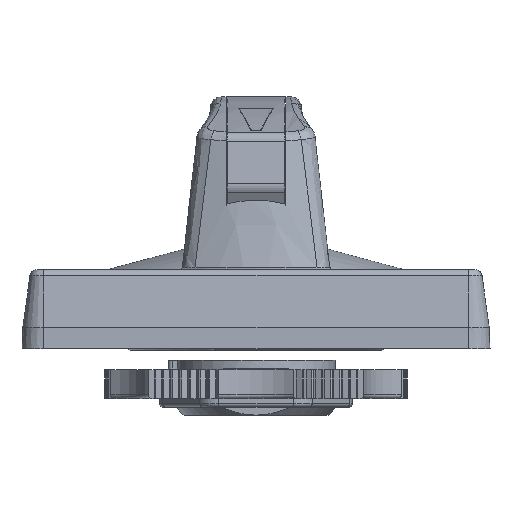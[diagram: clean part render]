
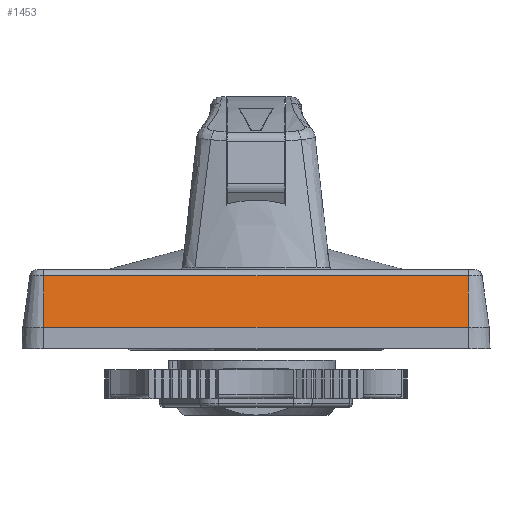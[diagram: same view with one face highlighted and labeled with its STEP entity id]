
A CAD part, left-side view. The second image highlights one B-rep face of the part: STEP entity #1453.
In plain terms, the highlighted planar face has unit normal (-0.99, 0, 0.139).
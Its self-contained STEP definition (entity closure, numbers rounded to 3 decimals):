
#1453=ADVANCED_FACE('',(#2165),#1894,.T.);
#1894=PLANE('',#10782);
#2165=FACE_OUTER_BOUND('',#2708,.T.);
#2708=EDGE_LOOP('',(#3975,#3976,#3977,#3978));
#3975=ORIENTED_EDGE('',*,*,#7534,.F.);
#3976=ORIENTED_EDGE('',*,*,#7525,.T.);
#3977=ORIENTED_EDGE('',*,*,#7510,.T.);
#3978=ORIENTED_EDGE('',*,*,#7535,.T.);
#6200=VERTEX_POINT('',#15814);
#6204=VERTEX_POINT('',#15831);
#6211=VERTEX_POINT('',#15859);
#6220=VERTEX_POINT('',#15880);
#7510=EDGE_CURVE('',#6200,#6204,#8904,.T.);
#7525=EDGE_CURVE('',#6211,#6200,#8915,.T.);
#7534=EDGE_CURVE('',#6211,#6220,#8920,.T.);
#7535=EDGE_CURVE('',#6204,#6220,#8921,.T.);
#8904=LINE('',#15830,#9800);
#8915=LINE('',#15860,#9811);
#8920=LINE('',#15879,#9816);
#8921=LINE('',#15881,#9817);
#9800=VECTOR('',#12485,1.);
#9811=VECTOR('',#12518,1.);
#9816=VECTOR('',#12535,1.);
#9817=VECTOR('',#12536,1.);
#10782=AXIS2_PLACEMENT_3D('',#15882,#12537,#12538);
#12485=DIRECTION('',(0.,-1.,0.));
#12518=DIRECTION('',(-0.139,0.,-0.99));
#12535=DIRECTION('',(0.,-1.,0.));
#12536=DIRECTION('',(0.139,0.,0.99));
#12537=DIRECTION('',(-0.99,0.,0.139));
#12538=DIRECTION('',(-0.139,0.,-0.99));
#15814=CARTESIAN_POINT('',(-32.395,29.5,3.005));
#15830=CARTESIAN_POINT('',(-32.395,-14.75,3.005));
#15831=CARTESIAN_POINT('',(-32.395,-29.5,3.005));
#15859=CARTESIAN_POINT('',(-31.392,29.5,10.139));
#15860=CARTESIAN_POINT('',(-31.271,29.5,11.));
#15879=CARTESIAN_POINT('',(-31.392,-7.375,10.139));
#15880=CARTESIAN_POINT('',(-31.392,-29.5,10.139));
#15881=CARTESIAN_POINT('',(-32.395,-29.5,3.005));
#15882=CARTESIAN_POINT('',(-31.833,-14.75,7.002));
